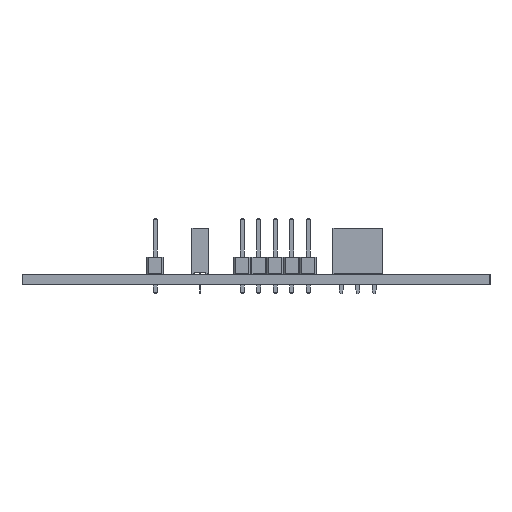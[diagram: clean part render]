
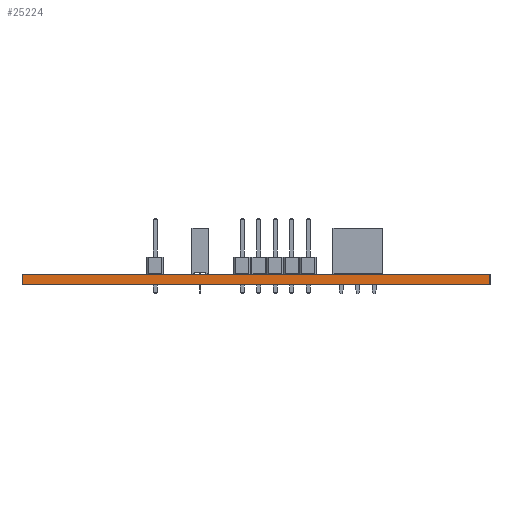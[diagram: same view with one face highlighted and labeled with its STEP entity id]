
A CAD part, left-side view. The second image highlights one B-rep face of the part: STEP entity #25224.
In plain terms, the highlighted planar face has unit normal (-1, 0, 0).
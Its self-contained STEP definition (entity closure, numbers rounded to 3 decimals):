
#24362 = VERTEX_POINT('',#24363);
#24363 = CARTESIAN_POINT('',(106.,-129.,1.6));
#24369 = EDGE_CURVE('',#24370,#24362,#24372,.T.);
#24370 = VERTEX_POINT('',#24371);
#24371 = CARTESIAN_POINT('',(106.,-129.,0.));
#24372 = LINE('',#24373,#24374);
#24373 = CARTESIAN_POINT('',(106.,-129.,0.));
#24374 = VECTOR('',#24375,1.);
#24375 = DIRECTION('',(0.,0.,1.));
#24393 = EDGE_CURVE('',#24370,#24394,#24396,.T.);
#24394 = VERTEX_POINT('',#24395);
#24395 = CARTESIAN_POINT('',(106.,-57.,0.));
#24396 = LINE('',#24397,#24398);
#24397 = CARTESIAN_POINT('',(106.,-129.,0.));
#24398 = VECTOR('',#24399,1.);
#24399 = DIRECTION('',(0.,1.,0.));
#24803 = EDGE_CURVE('',#24362,#24804,#24806,.T.);
#24804 = VERTEX_POINT('',#24805);
#24805 = CARTESIAN_POINT('',(106.,-57.,1.6));
#24806 = LINE('',#24807,#24808);
#24807 = CARTESIAN_POINT('',(106.,-129.,1.6));
#24808 = VECTOR('',#24809,1.);
#24809 = DIRECTION('',(0.,1.,0.));
#25211 = EDGE_CURVE('',#24394,#24804,#25212,.T.);
#25212 = LINE('',#25213,#25214);
#25213 = CARTESIAN_POINT('',(106.,-57.,0.));
#25214 = VECTOR('',#25215,1.);
#25215 = DIRECTION('',(0.,0.,1.));
#25224 = ADVANCED_FACE('',(#25225),#25231,.T.);
#25225 = FACE_BOUND('',#25226,.T.);
#25226 = EDGE_LOOP('',(#25227,#25228,#25229,#25230));
#25227 = ORIENTED_EDGE('',*,*,#24369,.T.);
#25228 = ORIENTED_EDGE('',*,*,#24803,.T.);
#25229 = ORIENTED_EDGE('',*,*,#25211,.F.);
#25230 = ORIENTED_EDGE('',*,*,#24393,.F.);
#25231 = PLANE('',#25232);
#25232 = AXIS2_PLACEMENT_3D('',#25233,#25234,#25235);
#25233 = CARTESIAN_POINT('',(106.,-129.,0.));
#25234 = DIRECTION('',(-1.,0.,0.));
#25235 = DIRECTION('',(0.,1.,0.));
